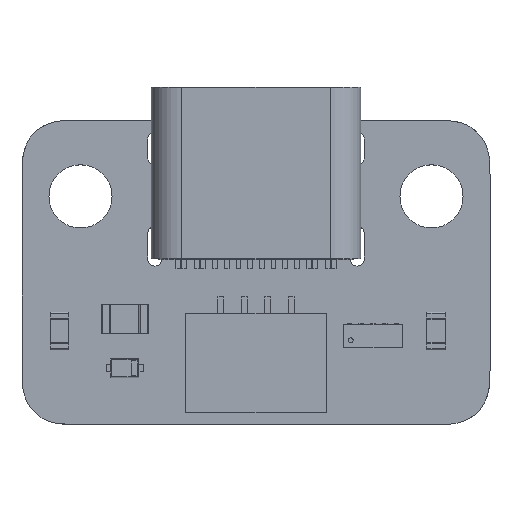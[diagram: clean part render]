
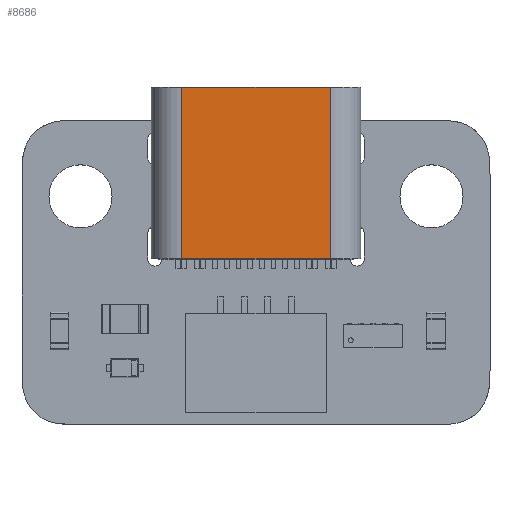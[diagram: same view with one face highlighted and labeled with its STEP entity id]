
A CAD part, top view. The second image highlights one B-rep face of the part: STEP entity #8686.
In plain terms, the highlighted planar face has unit normal (0, 0, 1).
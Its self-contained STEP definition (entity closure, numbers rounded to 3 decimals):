
#578=FACE_OUTER_BOUND('',#1059,.T.);
#1059=EDGE_LOOP('',(#6210,#6211,#6212,#6213));
#1749=LINE('',#13055,#2759);
#1750=LINE('',#13059,#2760);
#1751=LINE('',#13061,#2761);
#1752=LINE('',#13062,#2762);
#2759=VECTOR('',#10556,1.);
#2760=VECTOR('',#10561,1.);
#2761=VECTOR('',#10562,1.);
#2762=VECTOR('',#10563,1.);
#3705=VERTEX_POINT('',#13052);
#3706=VERTEX_POINT('',#13054);
#3707=VERTEX_POINT('',#13058);
#3708=VERTEX_POINT('',#13060);
#4639=EDGE_CURVE('',#3705,#3706,#1749,.T.);
#4641=EDGE_CURVE('',#3705,#3707,#1750,.T.);
#4642=EDGE_CURVE('',#3707,#3708,#1751,.T.);
#4643=EDGE_CURVE('',#3708,#3706,#1752,.T.);
#6210=ORIENTED_EDGE('',*,*,#4641,.T.);
#6211=ORIENTED_EDGE('',*,*,#4642,.T.);
#6212=ORIENTED_EDGE('',*,*,#4643,.T.);
#6213=ORIENTED_EDGE('',*,*,#4639,.F.);
#8081=PLANE('',#9330);
#8686=ADVANCED_FACE('',(#578),#8081,.T.);
#9330=AXIS2_PLACEMENT_3D('',#13057,#10559,#10560);
#10556=DIRECTION('',(0.,-1.,0.));
#10559=DIRECTION('center_axis',(0.,0.,1.));
#10560=DIRECTION('ref_axis',(1.,0.,0.));
#10561=DIRECTION('',(-1.,0.,0.));
#10562=DIRECTION('',(0.,-1.,0.));
#10563=DIRECTION('',(1.,0.,0.));
#13052=CARTESIAN_POINT('',(3.17,7.32,3.26));
#13054=CARTESIAN_POINT('',(3.17,0.,3.26));
#13055=CARTESIAN_POINT('',(3.17,0.,3.26));
#13057=CARTESIAN_POINT('Origin',(0.,3.675,3.26));
#13058=CARTESIAN_POINT('',(-3.17,7.32,3.26));
#13059=CARTESIAN_POINT('',(0.,7.32,3.26));
#13060=CARTESIAN_POINT('',(-3.17,0.,3.26));
#13061=CARTESIAN_POINT('',(-3.17,0.,3.26));
#13062=CARTESIAN_POINT('',(4.47,0.,3.26));
